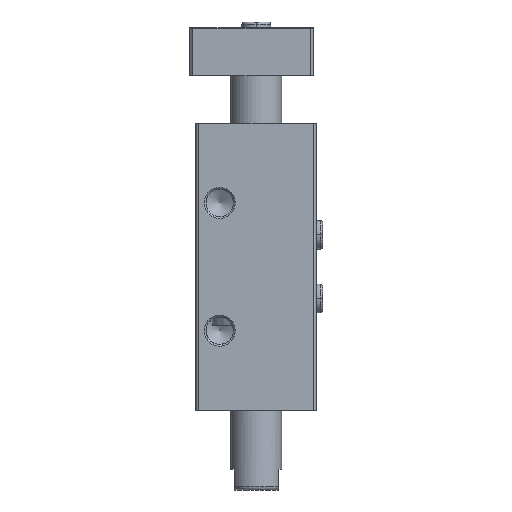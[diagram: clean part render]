
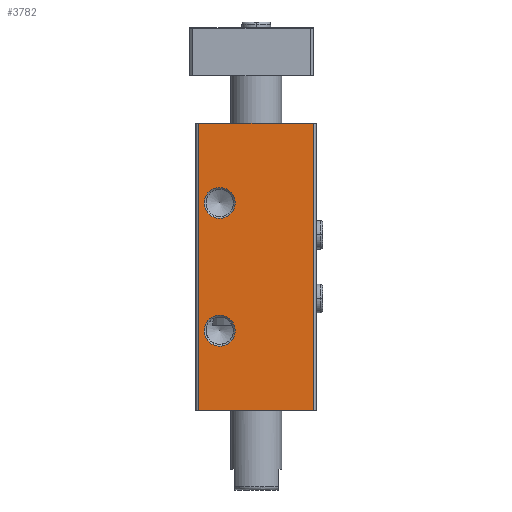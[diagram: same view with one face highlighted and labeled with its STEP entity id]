
A CAD part, left-side view. The second image highlights one B-rep face of the part: STEP entity #3782.
In plain terms, the highlighted planar face has unit normal (-1, 0, 0).
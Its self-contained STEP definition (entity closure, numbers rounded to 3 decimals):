
#67=PLANE('',#4096);
#283=CIRCLE('',#4097,4.864);
#284=CIRCLE('',#4098,4.864);
#499=ORIENTED_EDGE('',*,*,#1524,.T.);
#500=ORIENTED_EDGE('',*,*,#1525,.T.);
#501=ORIENTED_EDGE('',*,*,#1526,.F.);
#502=ORIENTED_EDGE('',*,*,#1527,.F.);
#503=ORIENTED_EDGE('',*,*,#1528,.T.);
#504=ORIENTED_EDGE('',*,*,#1529,.T.);
#1524=EDGE_CURVE('',#2037,#2037,#283,.T.);
#1525=EDGE_CURVE('',#2038,#2038,#284,.T.);
#1526=EDGE_CURVE('',#2039,#2040,#2417,.T.);
#1527=EDGE_CURVE('',#2041,#2039,#2418,.T.);
#1528=EDGE_CURVE('',#2041,#2042,#2419,.T.);
#1529=EDGE_CURVE('',#2042,#2040,#2420,.T.);
#2037=VERTEX_POINT('',#5801);
#2038=VERTEX_POINT('',#5803);
#2039=VERTEX_POINT('',#5805);
#2040=VERTEX_POINT('',#5806);
#2041=VERTEX_POINT('',#5808);
#2042=VERTEX_POINT('',#5810);
#2417=LINE('',#5804,#2676);
#2418=LINE('',#5807,#2677);
#2419=LINE('',#5809,#2678);
#2420=LINE('',#5811,#2679);
#2676=VECTOR('',#4580,1000.);
#2677=VECTOR('',#4581,1000.);
#2678=VECTOR('',#4582,1000.);
#2679=VECTOR('',#4583,1000.);
#2937=EDGE_LOOP('',(#499));
#2938=EDGE_LOOP('',(#500));
#2939=EDGE_LOOP('',(#501,#502,#503,#504));
#3314=FACE_BOUND('',#2937,.T.);
#3315=FACE_BOUND('',#2938,.T.);
#3316=FACE_BOUND('',#2939,.T.);
#3782=ADVANCED_FACE('',(#3314,#3315,#3316),#67,.T.);
#4096=AXIS2_PLACEMENT_3D('',#5799,#4574,#4575);
#4097=AXIS2_PLACEMENT_3D('',#5800,#4576,#4577);
#4098=AXIS2_PLACEMENT_3D('',#5802,#4578,#4579);
#4574=DIRECTION('',(-1.,0.,0.));
#4575=DIRECTION('',(0.,0.,1.));
#4576=DIRECTION('',(1.,0.,0.));
#4577=DIRECTION('',(0.,0.,-1.));
#4578=DIRECTION('',(1.,0.,0.));
#4579=DIRECTION('',(0.,0.,-1.));
#4580=DIRECTION('',(0.,-1.,0.));
#4581=DIRECTION('',(0.,0.,1.));
#4582=DIRECTION('',(0.,-1.,0.));
#4583=DIRECTION('',(0.,0.,1.));
#5799=CARTESIAN_POINT('',(-49.,18.,-90.1));
#5800=CARTESIAN_POINT('',(-49.,11.5,-65.1));
#5801=CARTESIAN_POINT('',(-49.,11.5,-69.964));
#5802=CARTESIAN_POINT('',(-49.,11.5,-25.));
#5803=CARTESIAN_POINT('',(-49.,11.5,-29.864));
#5804=CARTESIAN_POINT('',(-49.,18.,0.));
#5805=CARTESIAN_POINT('',(-49.,18.,0.));
#5806=CARTESIAN_POINT('',(-49.,-17.8,0.));
#5807=CARTESIAN_POINT('',(-49.,18.,-90.1));
#5808=CARTESIAN_POINT('',(-49.,18.,-90.1));
#5809=CARTESIAN_POINT('',(-49.,18.,-90.1));
#5810=CARTESIAN_POINT('',(-49.,-17.8,-90.1));
#5811=CARTESIAN_POINT('',(-49.,-17.8,-90.1));
